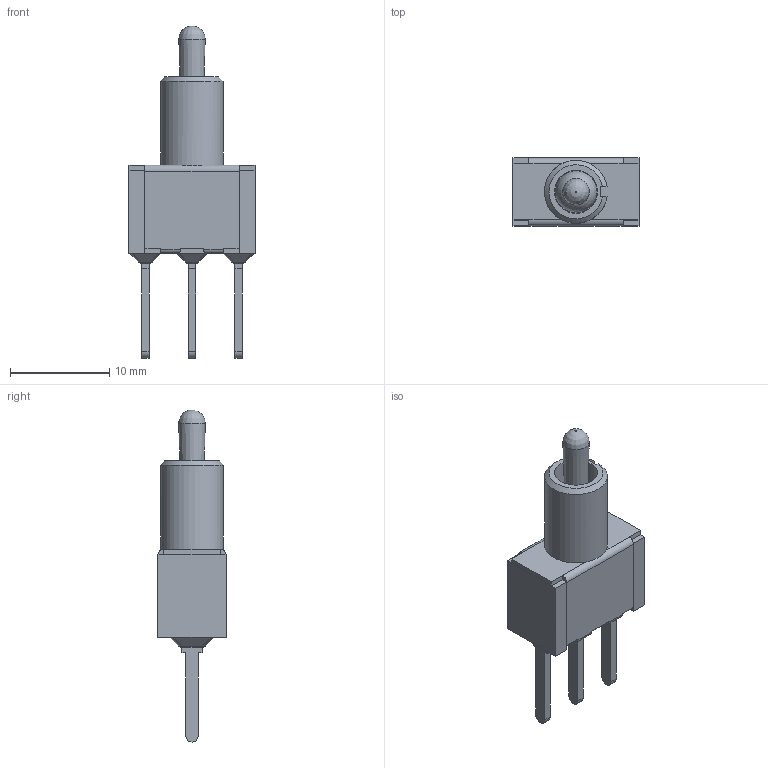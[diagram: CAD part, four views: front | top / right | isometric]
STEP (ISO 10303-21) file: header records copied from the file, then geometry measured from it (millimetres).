
FILE_DESCRIPTION(/* description */ (''),/* implementation_level */ '2;1');
FILE_NAME(/* name */ '100SPxT2B1M53xE.stp',/* time_stamp */ '2023-06-15T16:56:27-05:00',/* author */ ('mwilliams'),/* organization */ (''),/* preprocessor_version */ 'ST-DEVELOPER v18',/* originating_system */ 'Autodesk Inventor 2020',/* authorisation */ '');
FILE_SCHEMA (('AUTOMOTIVE_DESIGN { 1 0 10303 214 3 1 1 }'));
Length unit declared in the file: inch
Products named in the file (1): T103013_Shrinkwrap_2
Bounding box: 12.7 x 6.86 x 33.46 mm (x, y, z)
Volume: 1029.5 mm3; surface area: 1100.5 mm2
Topology: 2 solids, 8 shells, 220 faces, 538 edges, 317 vertices
Faces by surface type: plane 161, cylinder 43, sphere 13, cone 2, bspline 1
Full cylindrical faces by diameter (mm): 4.35 x1
Entity records: 6298 total; most frequent: CARTESIAN_POINT 1111, DIRECTION 1072, ORIENTED_EDGE 1050, EDGE_CURVE 525, LINE 414, VECTOR 414, AXIS2_PLACEMENT_3D 329, VERTEX_POINT 317
